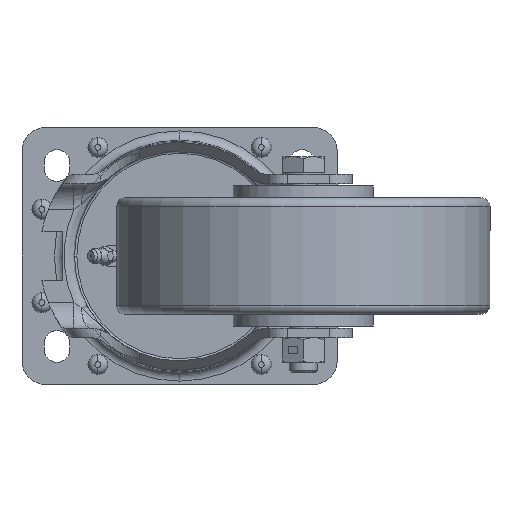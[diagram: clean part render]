
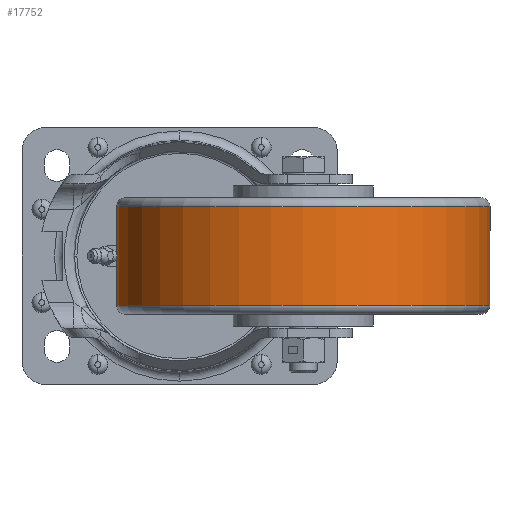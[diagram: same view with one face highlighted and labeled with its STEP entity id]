
A CAD part, front view. The second image highlights one B-rep face of the part: STEP entity #17752.
In plain terms, the highlighted cylindrical face has radius 80 mm (diameter 160 mm), a partial arc.
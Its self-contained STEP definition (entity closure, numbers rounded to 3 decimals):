
#279 = DIRECTION ( 'NONE',  ( 0., 0., -1. ) ) ;
#348 = VERTEX_POINT ( 'NONE', #23546 ) ;
#1241 = VERTEX_POINT ( 'NONE', #1369 ) ;
#1369 = CARTESIAN_POINT ( 'NONE',  ( 133., -135., 21. ) ) ;
#1736 = EDGE_CURVE ( 'NONE', #1241, #348, #28275, .T. ) ;
#1939 = ORIENTED_EDGE ( 'NONE', *, *, #23814, .F. ) ;
#3288 = VECTOR ( 'NONE', #9200, 1000. ) ;
#4491 = ORIENTED_EDGE ( 'NONE', *, *, #24205, .T. ) ;
#4879 = CARTESIAN_POINT ( 'NONE',  ( -27., -135., -58.614 ) ) ;
#5792 = AXIS2_PLACEMENT_3D ( 'NONE', #11175, #279, #22521 ) ;
#5860 = CARTESIAN_POINT ( 'NONE',  ( 133., -135., -21. ) ) ;
#7831 = CARTESIAN_POINT ( 'NONE',  ( -27., -135., -21. ) ) ;
#8215 = EDGE_LOOP ( 'NONE', ( #1939, #10662, #16234, #4491 ) ) ;
#9200 = DIRECTION ( 'NONE',  ( 0., 0., -1. ) ) ;
#9945 = DIRECTION ( 'NONE',  ( 0., 0., 1. ) ) ;
#10662 = ORIENTED_EDGE ( 'NONE', *, *, #1736, .T. ) ;
#10766 = DIRECTION ( 'NONE',  ( -1., 0., 0. ) ) ;
#11175 = CARTESIAN_POINT ( 'NONE',  ( 53., -135., 21. ) ) ;
#12964 = AXIS2_PLACEMENT_3D ( 'NONE', #19537, #21423, #10766 ) ;
#13002 = VECTOR ( 'NONE', #15780, 1000. ) ;
#13811 = CIRCLE ( 'NONE', #20279, 80. ) ;
#15780 = DIRECTION ( 'NONE',  ( 0., 0., -1. ) ) ;
#16114 = CARTESIAN_POINT ( 'NONE',  ( 53., -135., -21. ) ) ;
#16234 = ORIENTED_EDGE ( 'NONE', *, *, #17810, .T. ) ;
#17752 = ADVANCED_FACE ( 'NONE', ( #21707 ), #21570, .T. ) ;
#17810 = EDGE_CURVE ( 'NONE', #348, #20115, #26266, .T. ) ;
#17937 = VERTEX_POINT ( 'NONE', #5860 ) ;
#19537 = CARTESIAN_POINT ( 'NONE',  ( 53., -135., -58.614 ) ) ;
#20115 = VERTEX_POINT ( 'NONE', #7831 ) ;
#20140 = CARTESIAN_POINT ( 'NONE',  ( 133., -135., -58.614 ) ) ;
#20279 = AXIS2_PLACEMENT_3D ( 'NONE', #16114, #9945, #25032 ) ;
#21423 = DIRECTION ( 'NONE',  ( 0., 0., -1. ) ) ;
#21570 = CYLINDRICAL_SURFACE ( 'NONE', #12964, 80. ) ;
#21707 = FACE_OUTER_BOUND ( 'NONE', #8215, .T. ) ;
#22521 = DIRECTION ( 'NONE',  ( -1., 0., 0. ) ) ;
#23546 = CARTESIAN_POINT ( 'NONE',  ( -27., -135., 21. ) ) ;
#23814 = EDGE_CURVE ( 'NONE', #1241, #17937, #26295, .T. ) ;
#24205 = EDGE_CURVE ( 'NONE', #20115, #17937, #13811, .T. ) ;
#25032 = DIRECTION ( 'NONE',  ( 1., 0., 0. ) ) ;
#26266 = LINE ( 'NONE', #4879, #13002 ) ;
#26295 = LINE ( 'NONE', #20140, #3288 ) ;
#28275 = CIRCLE ( 'NONE', #5792, 80. ) ;
